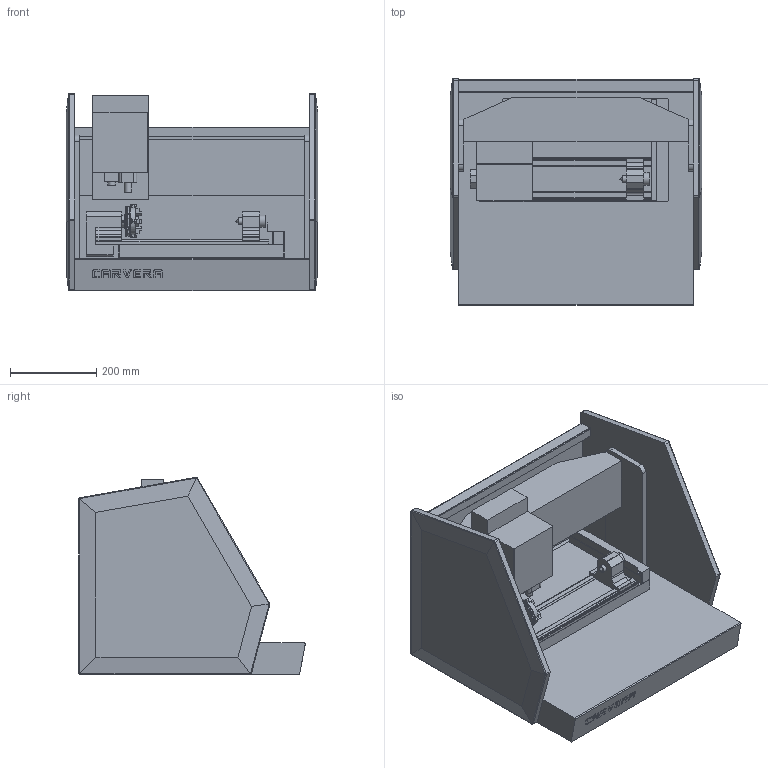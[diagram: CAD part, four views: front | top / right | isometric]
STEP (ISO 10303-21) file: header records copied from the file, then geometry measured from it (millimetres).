
FILE_DESCRIPTION(/* description */ (''),/* implementation_level */ '2;1');
FILE_NAME(/* name */ 'Carvera-4 Axis_MachineModel v15.step',/* time_stamp */ '2025-06-30T03:03:34-07:00',/* author */ (''),/* organization */ (''),/* preprocessor_version */ 'ST-DEVELOPER v20.1',/* originating_system */ 'Autodesk Translation Framework v14.10.0.0',/* authorisation */ '');
FILE_SCHEMA (('AUTOMOTIVE_DESIGN { 1 0 10303 214 3 1 1 }'));
Products named in the file (14): (Unsaved); Z-Axis; Spindle; Bed; 4th-Axis; ¸´¼þ Áã¼þ17^weiding; ¸´¼þ Áã¼þ18^weiding; Assem1; Scroll; External retaining ring NA1-102; Curved Washer; Ø63 4 Jaw Chuck Body; Jaw; Frame
Assembly tree (16 placements, depth 5):
  (Unsaved)
    Z-Axis
      Spindle
    Bed
      4th-Axis
        ¸´¼þ Áã¼þ17^weiding
        ¸´¼þ Áã¼þ18^weiding
        Assem1
          Scroll
          External retaining ring NA1-102
          Jaw  x4
          Curved Washer
          Ø63 4 Jaw Chuck Body
    Frame
Bounding box: 583 x 525.7 x 457.81 mm (x, y, z)
Volume: 41226296.6 mm3; surface area: 2576560.7 mm2
Topology: 16 solids, 16 shells, 2132 faces, 6216 edges, 4126 vertices
Faces by surface type: plane 1677, cylinder 405, bspline 30, cone 10, torus 10
Full cylindrical faces by diameter (mm): 1.981 x2, 4 x3, 4.2 x2, 5 x6, 6 x1, 13 x1, 15 x1, 15.214 x1, 16.6 x1, 18 x1, 22 x1, 25.5 x1, 28 x2, 30 x2, 30.15 x1, 42 x1, 48.6 x1
Entity records: 71576 total; most frequent: CARTESIAN_POINT 15808, ORIENTED_EDGE 12058, DIRECTION 10942, EDGE_CURVE 6029, LINE 4928, VECTOR 4928, VERTEX_POINT 4006, AXIS2_PLACEMENT_3D 3007
